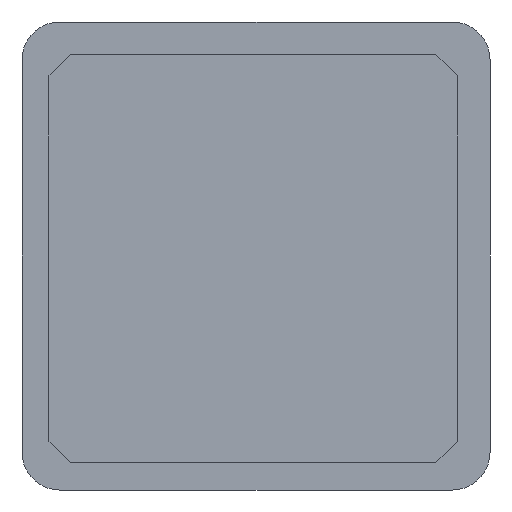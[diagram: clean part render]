
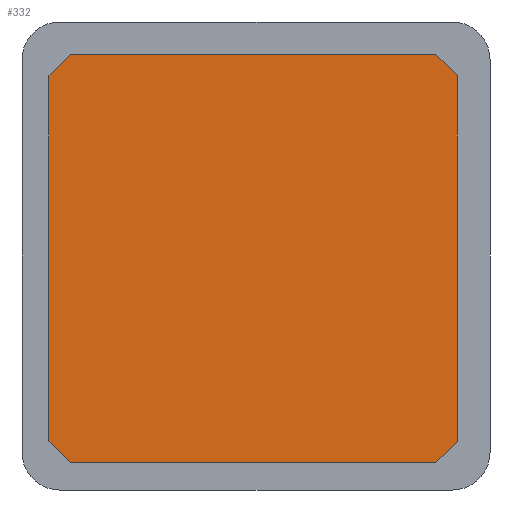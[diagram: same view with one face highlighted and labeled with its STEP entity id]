
A CAD part, left-side view. The second image highlights one B-rep face of the part: STEP entity #332.
In plain terms, the highlighted planar face has unit normal (-1, 0, 0).
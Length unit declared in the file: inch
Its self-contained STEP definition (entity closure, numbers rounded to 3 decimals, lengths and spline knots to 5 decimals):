
#42=FACE_OUTER_BOUND('',#61,.T.);
#61=EDGE_LOOP('',(#231,#232,#233,#234,#235,#236,#237,#238));
#79=LINE('',#494,#111);
#83=LINE('',#502,#115);
#86=LINE('',#508,#118);
#87=LINE('',#510,#119);
#88=LINE('',#512,#120);
#89=LINE('',#514,#121);
#90=LINE('',#516,#122);
#91=LINE('',#517,#123);
#111=VECTOR('',#398,0.3937);
#115=VECTOR('',#404,0.3937);
#118=VECTOR('',#409,0.3937);
#119=VECTOR('',#410,0.3937);
#120=VECTOR('',#411,0.3937);
#121=VECTOR('',#412,0.3937);
#122=VECTOR('',#413,0.3937);
#123=VECTOR('',#414,0.3937);
#143=VERTEX_POINT('',#492);
#144=VERTEX_POINT('',#493);
#147=VERTEX_POINT('',#501);
#149=VERTEX_POINT('',#507);
#150=VERTEX_POINT('',#509);
#151=VERTEX_POINT('',#511);
#152=VERTEX_POINT('',#513);
#153=VERTEX_POINT('',#515);
#175=EDGE_CURVE('',#143,#144,#79,.T.);
#179=EDGE_CURVE('',#147,#144,#83,.T.);
#182=EDGE_CURVE('',#143,#149,#86,.T.);
#183=EDGE_CURVE('',#150,#149,#87,.T.);
#184=EDGE_CURVE('',#150,#151,#88,.T.);
#185=EDGE_CURVE('',#152,#151,#89,.T.);
#186=EDGE_CURVE('',#152,#153,#90,.T.);
#187=EDGE_CURVE('',#147,#153,#91,.T.);
#231=ORIENTED_EDGE('',*,*,#175,.F.);
#232=ORIENTED_EDGE('',*,*,#182,.T.);
#233=ORIENTED_EDGE('',*,*,#183,.F.);
#234=ORIENTED_EDGE('',*,*,#184,.T.);
#235=ORIENTED_EDGE('',*,*,#185,.F.);
#236=ORIENTED_EDGE('',*,*,#186,.T.);
#237=ORIENTED_EDGE('',*,*,#187,.F.);
#238=ORIENTED_EDGE('',*,*,#179,.T.);
#321=PLANE('',#365);
#332=ADVANCED_FACE('',(#42),#321,.T.);
#365=AXIS2_PLACEMENT_3D('',#506,#407,#408);
#398=DIRECTION('',(0.,0.707,-0.707));
#404=DIRECTION('',(0.,-1.,0.));
#407=DIRECTION('center_axis',(-1.,0.,0.));
#408=DIRECTION('ref_axis',(0.,0.,1.));
#409=DIRECTION('',(0.,0.,1.));
#410=DIRECTION('',(0.,-0.707,-0.707));
#411=DIRECTION('',(0.,1.,0.));
#412=DIRECTION('',(0.,-0.707,0.707));
#413=DIRECTION('',(0.,0.,-1.));
#414=DIRECTION('',(0.,0.707,0.707));
#492=CARTESIAN_POINT('',(-0.06,6.90659,3.0937));
#493=CARTESIAN_POINT('',(-0.06,6.94659,3.0537));
#494=CARTESIAN_POINT('',(-0.06,6.92659,3.0737));
#501=CARTESIAN_POINT('',(-0.06,7.62159,3.0537));
#502=CARTESIAN_POINT('',(-0.06,6.90659,3.0537));
#506=CARTESIAN_POINT('Origin',(-0.06,7.28409,3.4312));
#507=CARTESIAN_POINT('',(-0.06,6.90659,3.7687));
#508=CARTESIAN_POINT('',(-0.06,6.90659,3.8087));
#509=CARTESIAN_POINT('',(-0.06,6.94659,3.8087));
#510=CARTESIAN_POINT('',(-0.06,6.92659,3.7887));
#511=CARTESIAN_POINT('',(-0.06,7.62159,3.8087));
#512=CARTESIAN_POINT('',(-0.06,7.66159,3.8087));
#513=CARTESIAN_POINT('',(-0.06,7.66159,3.7687));
#514=CARTESIAN_POINT('',(-0.06,7.64159,3.7887));
#515=CARTESIAN_POINT('',(-0.06,7.66159,3.0937));
#516=CARTESIAN_POINT('',(-0.06,7.66159,3.0537));
#517=CARTESIAN_POINT('',(-0.06,7.64159,3.0737));
